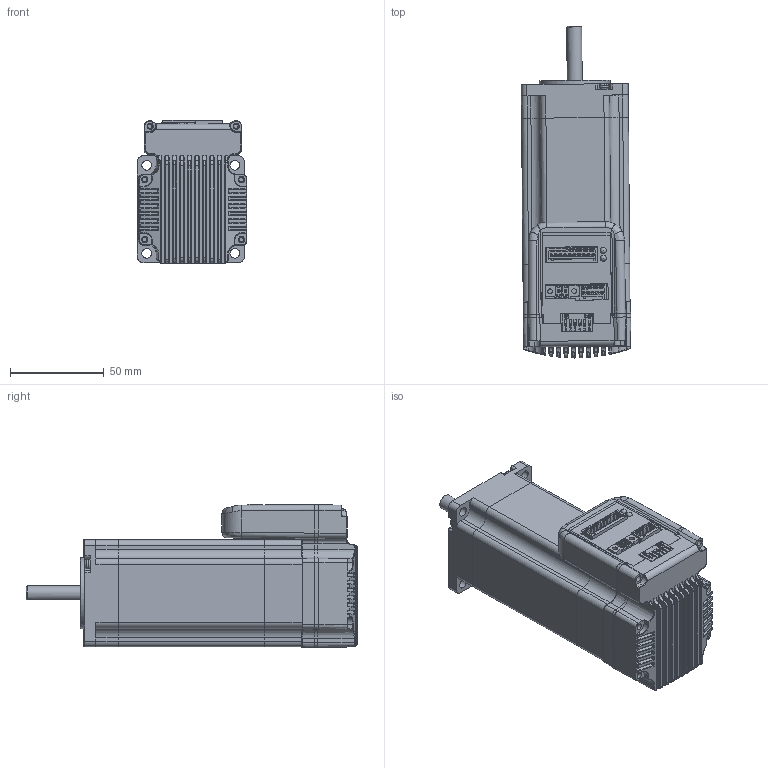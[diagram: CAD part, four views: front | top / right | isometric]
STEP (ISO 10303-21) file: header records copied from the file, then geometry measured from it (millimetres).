
FILE_DESCRIPTION(/* description */ (''),/* implementation_level */ '2;1');
FILE_NAME(/* name */ 'iHSV57-30-18-36-21-38.step',/* time_stamp */ '2020-08-18T09:35:27+02:00',/* author */ (''),/* organization */ (''),/* preprocessor_version */ 'ST-DEVELOPER v18.1',/* originating_system */ 'Autodesk Translation Framework v9.3.0.1241',/* authorisation */ '');
FILE_SCHEMA (('AUTOMOTIVE_DESIGN { 1 0 10303 214 3 1 1 }'));
Products named in the file (15): 100_001_Nema23_180W_Servo; 57Ò»Ìå»¯É¢ÈÈÆ
÷; 2 (1); ËÅ·þºó¸Ç; 2; »úÉí; 57ËÜ½ºÄ£; 57-P PCB; Ò»Ìå»¯ËÅ·þÉ
Ï¸Ç; 2way 3; LED-D3R; Ò»Ìå»¯Ãæ°å1; Ò»Ìå»¯°ÎÂë; ÂÝË¿Í·; LED-D3G
Assembly tree (29 placements, depth 3):
  100_001_Nema23_180W_Servo
    57Ò»Ìå»¯É¢ÈÈÆ
÷
    2 (1)
    ËÅ·þºó¸Ç
    ÂÝË¿Í·  x4
    2
    »úÉí
    57ËÜ½ºÄ£
    57-P PCB
    Ò»Ìå»¯ËÅ·þÉ
Ï¸Ç
    2way 3
    LED-D3R
    Ò»Ìå»¯Ãæ°å1
    Ò»Ìå»¯°ÎÂë
      #101653
      #101654
      #101655
      #101656
      #101657
      #101658
      #101659
      #101660
      #101661
      #101662
      #101663
      #101664
    LED-D3G
Bounding box: 58.38 x 177.05 x 76.35 mm (x, y, z)
Volume: 392790.3 mm3; surface area: 107186.6 mm2
Topology: 34 solids, 38 shells, 2692 faces, 6960 edges, 4499 vertices
Faces by surface type: plane 1832, cylinder 570, bspline 181, cone 48, sphere 32, torus 29
Full cylindrical faces by diameter (mm): 0.457 x3, 0.7 x3, 1 x13, 1.2 x15, 1.25 x2, 1.6 x14, 2.146 x2, 2.2 x2, 2.5 x8, 3 x4, 3.2 x2, 3.3 x8, 4 x4, 5 x4, 5.2 x4, 8 x1, 9.7 x1, 10 x1, 13 x1, 19 x1, 25 x1, 33.042 x1, 38 x1
Entity records: 101692 total; most frequent: CARTESIAN_POINT 35408, ORIENTED_EDGE 13552, DIRECTION 12743, EDGE_CURVE 6783, LINE 4955, VECTOR 4955, VERTEX_POINT 4385, AXIS2_PLACEMENT_3D 3894
